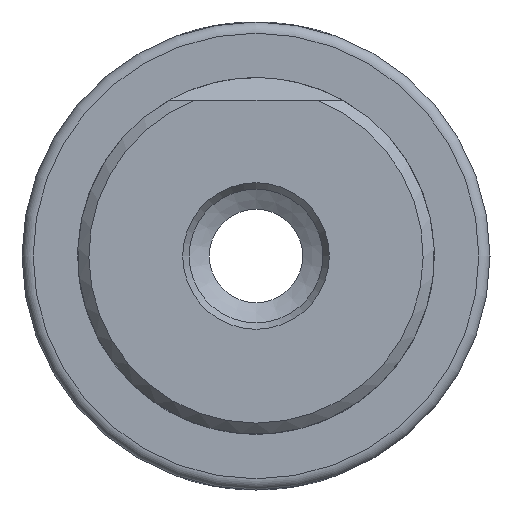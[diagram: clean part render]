
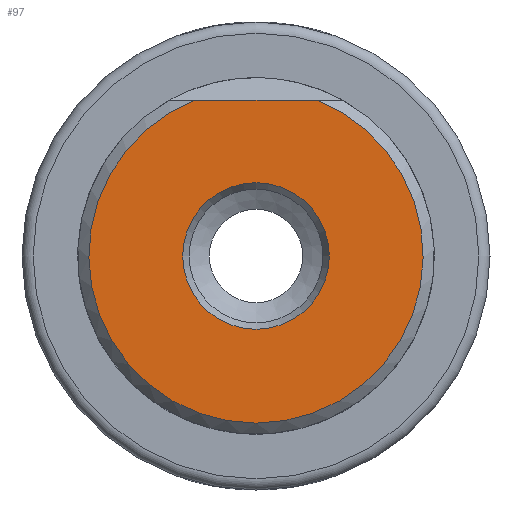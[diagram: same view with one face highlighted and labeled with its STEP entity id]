
A CAD part, left-side view. The second image highlights one B-rep face of the part: STEP entity #97.
In plain terms, the highlighted planar face has unit normal (-1, 0, 0).
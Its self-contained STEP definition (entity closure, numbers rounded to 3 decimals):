
#97 = ADVANCED_FACE( '', ( #216, #217 ), #218, .T. );
#216 = FACE_BOUND( '', #373, .T. );
#217 = FACE_OUTER_BOUND( '', #374, .T. );
#218 = PLANE( '', #375 );
#373 = EDGE_LOOP( '', ( #580 ) );
#374 = EDGE_LOOP( '', ( #581, #582 ) );
#375 = AXIS2_PLACEMENT_3D( '', #583, #584, #585 );
#580 = ORIENTED_EDGE( '', *, *, #683, .T. );
#581 = ORIENTED_EDGE( '', *, *, #672, .T. );
#582 = ORIENTED_EDGE( '', *, *, #684, .T. );
#583 = CARTESIAN_POINT( '', ( -60., 0., 0. ) );
#584 = DIRECTION( '', ( -1., 0., 0. ) );
#585 = DIRECTION( '', ( 0., 0., 1. ) );
#672 = EDGE_CURVE( '', #769, #767, #770, .T. );
#683 = EDGE_CURVE( '', #784, #784, #785, .F. );
#684 = EDGE_CURVE( '', #767, #769, #786, .T. );
#767 = VERTEX_POINT( '', #1163 );
#769 = VERTEX_POINT( '', #1168 );
#770 = CIRCLE( '', #1169, 15. );
#784 = VERTEX_POINT( '', #1220 );
#785 = CIRCLE( '', #1221, 6.577 );
#786 = LINE( '', #1222, #1223 );
#1163 = CARTESIAN_POINT( '', ( -60., -5.385, 14. ) );
#1168 = CARTESIAN_POINT( '', ( -60., 5.385, 14. ) );
#1169 = AXIS2_PLACEMENT_3D( '', #1294, #1295, #1296 );
#1220 = CARTESIAN_POINT( '', ( -60., 0., 6.577 ) );
#1221 = AXIS2_PLACEMENT_3D( '', #1303, #1304, #1305 );
#1222 = CARTESIAN_POINT( '', ( -60., 0., 14. ) );
#1223 = VECTOR( '', #1306, 1000. );
#1294 = CARTESIAN_POINT( '', ( -60., 0., 0. ) );
#1295 = DIRECTION( '', ( -1., 0., 0. ) );
#1296 = DIRECTION( '', ( 0., 0., 1. ) );
#1303 = CARTESIAN_POINT( '', ( -60., 0., 0. ) );
#1304 = DIRECTION( '', ( -1., 0., 0. ) );
#1305 = DIRECTION( '', ( 0., 0., 1. ) );
#1306 = DIRECTION( '', ( 0., 1., 0. ) );
